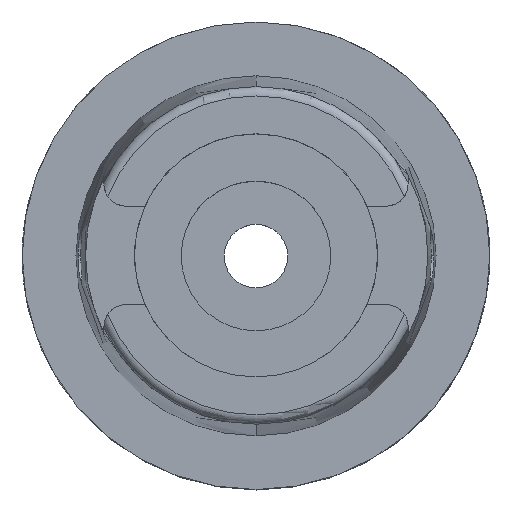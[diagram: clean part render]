
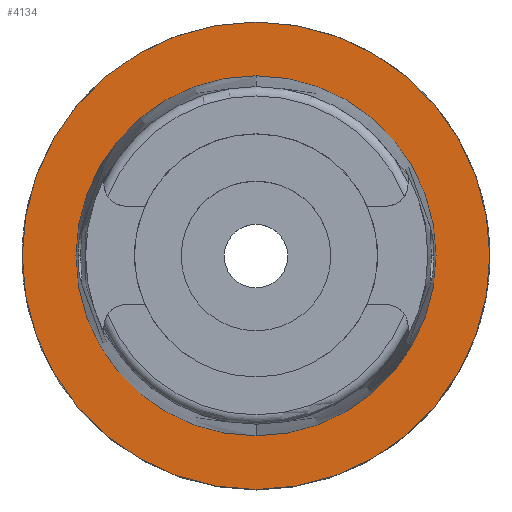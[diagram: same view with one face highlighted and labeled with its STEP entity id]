
A CAD part, top view. The second image highlights one B-rep face of the part: STEP entity #4134.
In plain terms, the highlighted planar face has unit normal (0, 0, 1).
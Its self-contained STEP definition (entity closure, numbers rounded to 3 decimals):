
#1980=CARTESIAN_POINT('',(0.,0.,0.));
#1981=DIRECTION('',(0.,0.,-1.));
#1982=DIRECTION('',(0.,-1.,0.));
#1983=AXIS2_PLACEMENT_3D('',#1980,#1981,#1982);
#1988=CARTESIAN_POINT('',(0.,0.,0.));
#1989=DIRECTION('',(0.,0.,-1.));
#1990=DIRECTION('',(0.,1.,0.));
#1991=AXIS2_PLACEMENT_3D('',#1988,#1989,#1990);
#1996=CARTESIAN_POINT('',(0.,0.,0.));
#1997=DIRECTION('',(0.,0.,1.));
#1998=DIRECTION('',(0.,-1.,0.));
#1999=AXIS2_PLACEMENT_3D('',#1996,#1997,#1998);
#2004=CARTESIAN_POINT('',(0.,0.,0.));
#2005=DIRECTION('',(0.,0.,1.));
#2006=DIRECTION('',(0.,1.,0.));
#2007=AXIS2_PLACEMENT_3D('',#2004,#2005,#2006);
#2439=CARTESIAN_POINT('',(0.,-19.25,0.));
#2440=VERTEX_POINT('',#2439);
#2441=CARTESIAN_POINT('',(0.,19.25,0.));
#2442=VERTEX_POINT('',#2441);
#2720=CARTESIAN_POINT('',(0.,25.,0.));
#2721=VERTEX_POINT('',#2720);
#2722=CARTESIAN_POINT('',(0.,-25.,0.));
#2723=VERTEX_POINT('',#2722);
#4121=CARTESIAN_POINT('',(0.,0.,0.));
#4122=DIRECTION('',(0.,0.,1.));
#4123=DIRECTION('',(0.,1.,0.));
#4124=AXIS2_PLACEMENT_3D('',#4121,#4122,#4123);
#4125=PLANE('',#4124);
#4126=ORIENTED_EDGE('',*,*,#4103,.T.);
#4127=ORIENTED_EDGE('',*,*,#3990,.T.);
#4128=EDGE_LOOP('',(#4126,#4127));
#4129=FACE_OUTER_BOUND('',#4128,.F.);
#4130=ORIENTED_EDGE('',*,*,#2935,.T.);
#4131=ORIENTED_EDGE('',*,*,#2904,.T.);
#4132=EDGE_LOOP('',(#4130,#4131));
#4133=FACE_BOUND('',#4132,.F.);
#1984=CIRCLE('',#1983,25.);
#1992=CIRCLE('',#1991,25.);
#2000=CIRCLE('',#1999,19.25);
#2008=CIRCLE('',#2007,19.25);
#2904=EDGE_CURVE('',#2442,#2440,#2008,.T.);
#2935=EDGE_CURVE('',#2440,#2442,#2000,.T.);
#3990=EDGE_CURVE('',#2721,#2723,#1992,.T.);
#4103=EDGE_CURVE('',#2723,#2721,#1984,.T.);
#4134=ADVANCED_FACE('',(#4129,#4133),#4125,.T.);
